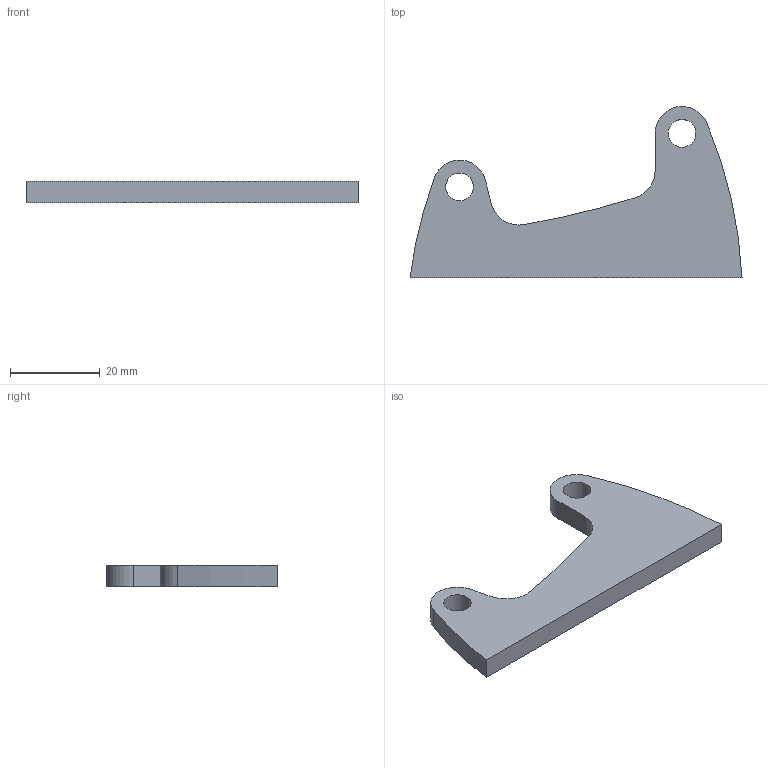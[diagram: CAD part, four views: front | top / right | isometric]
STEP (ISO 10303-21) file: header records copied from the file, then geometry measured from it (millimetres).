
FILE_DESCRIPTION (( 'STEP AP214' ), '1' );
FILE_NAME ('BK0004.STEP', '2012-07-25T15:44:17', ( '' ), ( '' ), 'SwSTEP 2.0', 'SolidWorks 2012', '' );
FILE_SCHEMA (( 'AUTOMOTIVE_DESIGN' ));
Length unit declared in the file: inch
Products named in the file (1): BK0004
Bounding box: 73.99 x 38.11 x 4.76 mm (x, y, z)
Volume: 6933.5 mm3; surface area: 4149 mm2
Topology: 1 solids, 1 shells, 14 faces, 36 edges, 24 vertices
Faces by surface type: cylinder 10, plane 4
Full cylindrical faces by diameter (mm): 6.198 x2
Entity records: 478 total; most frequent: DIRECTION 84, CARTESIAN_POINT 73, ORIENTED_EDGE 68, AXIS2_PLACEMENT_3D 35, EDGE_CURVE 34, VERTEX_POINT 24, EDGE_LOOP 20, CIRCLE 20
